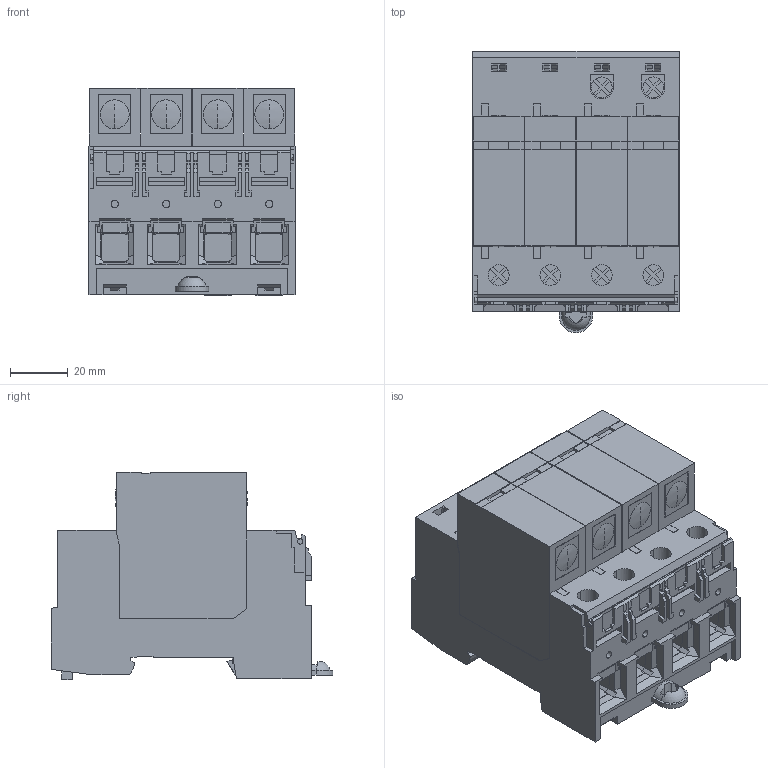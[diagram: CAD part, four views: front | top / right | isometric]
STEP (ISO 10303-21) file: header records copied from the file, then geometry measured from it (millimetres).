
FILE_DESCRIPTION(('Creo Elements/Direct Modeling STEP Export'),'2;1');
FILE_NAME('model.stp','2024-08-27T13:15:42',(''),(''),'Creo Elements/Direct Modeling STEP processor for AP214 (Solid Model)','Creo Elements/Direct Modeling 20.1D 10-Oct-2020 (C) Parametric Technology GmbH','');
FILE_SCHEMA(('AUTOMOTIVE_DESIGN { 1 0 10303 214 1 1 1 1 }'));
Length unit declared in the file: millimetre
Products named in the file (2): VAL_SPP_T2_335_3_1_UT-SELECT
Assembly tree (1 placements, depth 2):
  VAL_SPP_T2_335_3_1_UT-SELECT
    VAL_SPP_T2_335_3_1_UT-SELECT
Bounding box: 71.2 x 97.28 x 71.65 mm (x, y, z)
Volume: 337267.8 mm3; surface area: 58949.9 mm2
Topology: 1 solids, 1 shells, 1080 faces, 3013 edges, 1973 vertices
Faces by surface type: plane 1022, cylinder 31, sphere 17, extrusion 8, cone 2
Entity records: 42379 total; most frequent: CARTESIAN_POINT 7366, ORIENTED_EDGE 5996, DIRECTION 4620, EDGE_CURVE 2998, VECTOR 2734, LINE 2732, VERTEX_POINT 1974, EDGE_LOOP 1134
